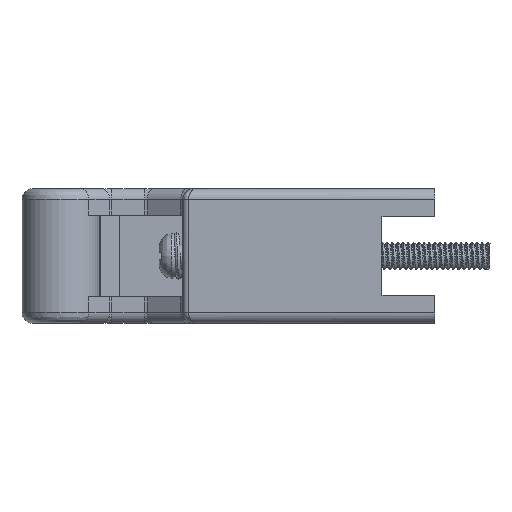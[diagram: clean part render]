
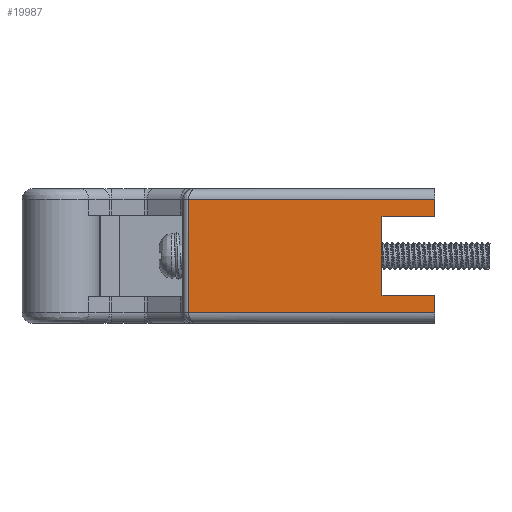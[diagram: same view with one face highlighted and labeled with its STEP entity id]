
A CAD part, left-side view. The second image highlights one B-rep face of the part: STEP entity #19987.
In plain terms, the highlighted planar face has unit normal (-1, 0, 0).
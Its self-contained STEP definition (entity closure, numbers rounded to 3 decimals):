
#19916=CARTESIAN_POINT('',(-14.75,-27.1,0.));
#19917=DIRECTION('',(0.,1.,0.));
#19918=DIRECTION('',(-1.,0.,0.));
#19919=AXIS2_PLACEMENT_3D('',#19916,#19918,#19917);
#19920=PLANE('',#19919);
#19921=CARTESIAN_POINT('',(-14.75,-34.,3.7));
#19922=VERTEX_POINT('',#19921);
#19923=CARTESIAN_POINT('',(-14.75,-39.,3.7));
#19924=VERTEX_POINT('',#19923);
#19925=CARTESIAN_POINT('',(-14.75,-34.,3.7));
#19926=DIRECTION('',(0.,-1.,0.));
#19927=VECTOR('',#19926,5.);
#19928=LINE('',#19925,#19927);
#19929=EDGE_CURVE('',#19922,#19924,#19928,.T.);
#19930=ORIENTED_EDGE('',*,*,#19929,.T.);
#19931=CARTESIAN_POINT('',(-14.75,-39.,5.35));
#19932=VERTEX_POINT('',#19931);
#19933=CARTESIAN_POINT('',(-14.75,-39.,3.7));
#19934=DIRECTION('',(0.,0.,1.));
#19935=VECTOR('',#19934,1.65);
#19936=LINE('',#19933,#19935);
#19937=EDGE_CURVE('',#19924,#19932,#19936,.T.);
#19938=ORIENTED_EDGE('',*,*,#19937,.T.);
#19939=CARTESIAN_POINT('',(-14.75,-15.7,5.35));
#19940=VERTEX_POINT('',#19939);
#19941=CARTESIAN_POINT('',(-14.75,-39.,5.35));
#19942=DIRECTION('',(0.,1.,0.));
#19943=VECTOR('',#19942,23.3);
#19944=LINE('',#19941,#19943);
#19945=EDGE_CURVE('',#19932,#19940,#19944,.T.);
#19946=ORIENTED_EDGE('',*,*,#19945,.T.);
#19947=CARTESIAN_POINT('',(-14.75,-15.7,-5.35));
#19948=VERTEX_POINT('',#19947);
#19949=CARTESIAN_POINT('',(-14.75,-15.7,5.35));
#19950=DIRECTION('',(0.,0.,-1.));
#19951=VECTOR('',#19950,10.7);
#19952=LINE('',#19949,#19951);
#19953=EDGE_CURVE('',#19940,#19948,#19952,.T.);
#19954=ORIENTED_EDGE('',*,*,#19953,.T.);
#19955=CARTESIAN_POINT('',(-14.75,-39.,-5.35));
#19956=VERTEX_POINT('',#19955);
#19957=CARTESIAN_POINT('',(-14.75,-15.7,-5.35));
#19958=DIRECTION('',(0.,-1.,0.));
#19959=VECTOR('',#19958,23.3);
#19960=LINE('',#19957,#19959);
#19961=EDGE_CURVE('',#19948,#19956,#19960,.T.);
#19962=ORIENTED_EDGE('',*,*,#19961,.T.);
#19963=CARTESIAN_POINT('',(-14.75,-39.,-3.7));
#19964=VERTEX_POINT('',#19963);
#19965=CARTESIAN_POINT('',(-14.75,-39.,-3.7));
#19966=DIRECTION('',(0.,0.,-1.));
#19967=VECTOR('',#19966,1.65);
#19968=LINE('',#19965,#19967);
#19969=EDGE_CURVE('',#19964,#19956,#19968,.T.);
#19970=ORIENTED_EDGE('',*,*,#19969,.F.);
#19971=CARTESIAN_POINT('',(-14.75,-34.,-3.7));
#19972=VERTEX_POINT('',#19971);
#19973=CARTESIAN_POINT('',(-14.75,-39.,-3.7));
#19974=DIRECTION('',(0.,1.,0.));
#19975=VECTOR('',#19974,5.);
#19976=LINE('',#19973,#19975);
#19977=EDGE_CURVE('',#19964,#19972,#19976,.T.);
#19978=ORIENTED_EDGE('',*,*,#19977,.T.);
#19979=CARTESIAN_POINT('',(-14.75,-34.,3.7));
#19980=DIRECTION('',(0.,0.,-1.));
#19981=VECTOR('',#19980,7.4);
#19982=LINE('',#19979,#19981);
#19983=EDGE_CURVE('',#19922,#19972,#19982,.T.);
#19984=ORIENTED_EDGE('',*,*,#19983,.F.);
#19985=EDGE_LOOP('',(#19930,#19938,#19946,#19954,#19962,#19970,#19978,#19984));
#19986=FACE_OUTER_BOUND('',#19985,.T.);
#19987=ADVANCED_FACE('',(#19986),#19920,.T.);
